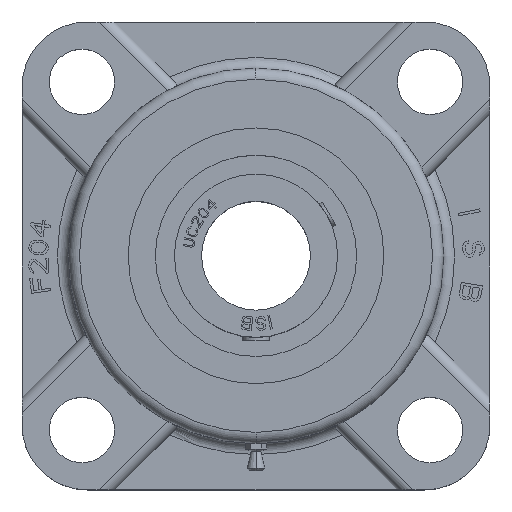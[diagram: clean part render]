
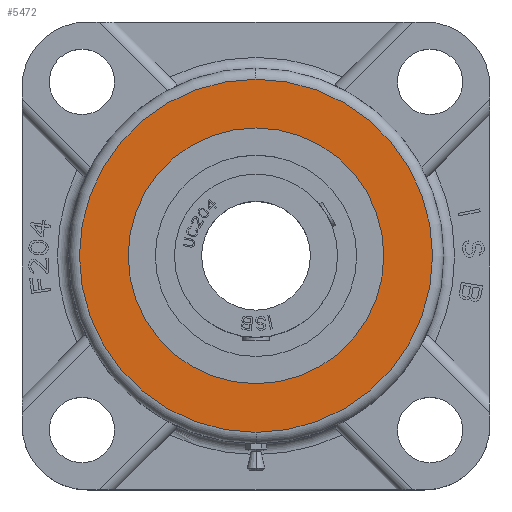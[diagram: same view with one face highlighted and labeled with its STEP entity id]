
A CAD part, top view. The second image highlights one B-rep face of the part: STEP entity #5472.
In plain terms, the highlighted planar face has unit normal (0, 0, 1).
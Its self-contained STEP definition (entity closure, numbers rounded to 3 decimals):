
#1523=CARTESIAN_POINT('',(0.,0.,13.5));
#1524=DIRECTION('',(0.,0.,-1.));
#1525=DIRECTION('',(0.,1.,0.));
#1526=AXIS2_PLACEMENT_3D('',#1523,#1524,#1525);
#1528=CARTESIAN_POINT('',(0.,0.,13.5));
#1529=DIRECTION('',(0.,0.,-1.));
#1530=DIRECTION('',(0.,-1.,0.));
#1531=AXIS2_PLACEMENT_3D('',#1528,#1529,#1530);
#1533=CARTESIAN_POINT('',(0.,0.,13.5));
#1534=DIRECTION('',(0.,0.,1.));
#1535=DIRECTION('',(0.,-1.,0.));
#1536=AXIS2_PLACEMENT_3D('',#1533,#1534,#1535);
#1538=CARTESIAN_POINT('',(0.,0.,13.5));
#1539=DIRECTION('',(0.,0.,1.));
#1540=DIRECTION('',(0.,1.,0.));
#1541=AXIS2_PLACEMENT_3D('',#1538,#1539,#1540);
#3336=CARTESIAN_POINT('',(0.,-23.5,13.5));
#3337=CARTESIAN_POINT('',(0.,23.5,13.5));
#3338=VERTEX_POINT('',#3336);
#3339=VERTEX_POINT('',#3337);
#3376=CARTESIAN_POINT('',(0.,-32.45,13.5));
#3377=CARTESIAN_POINT('',(0.,32.45,13.5));
#3378=VERTEX_POINT('',#3376);
#3379=VERTEX_POINT('',#3377);
#5456=CARTESIAN_POINT('',(0.,0.,13.5));
#5457=DIRECTION('',(0.,0.,1.));
#5458=DIRECTION('',(0.,1.,0.));
#5459=AXIS2_PLACEMENT_3D('',#5456,#5457,#5458);
#5460=PLANE('',#5459);
#5461=ORIENTED_EDGE('',*,*,#5446,.F.);
#5463=ORIENTED_EDGE('',*,*,#5462,.F.);
#5464=EDGE_LOOP('',(#5461,#5463));
#5465=FACE_OUTER_BOUND('',#5464,.F.);
#5467=ORIENTED_EDGE('',*,*,#5466,.F.);
#5469=ORIENTED_EDGE('',*,*,#5468,.F.);
#5470=EDGE_LOOP('',(#5467,#5469));
#5471=FACE_BOUND('',#5470,.F.);
#5472=ADVANCED_FACE('',(#5465,#5471),#5460,.T.);
#1527=CIRCLE('',#1526,23.5);
#1532=CIRCLE('',#1531,23.5);
#1537=CIRCLE('',#1536,32.45);
#1542=CIRCLE('',#1541,32.45);
#5446=EDGE_CURVE('',#3378,#3379,#1537,.T.);
#5462=EDGE_CURVE('',#3379,#3378,#1542,.T.);
#5466=EDGE_CURVE('',#3339,#3338,#1527,.T.);
#5468=EDGE_CURVE('',#3338,#3339,#1532,.T.);
